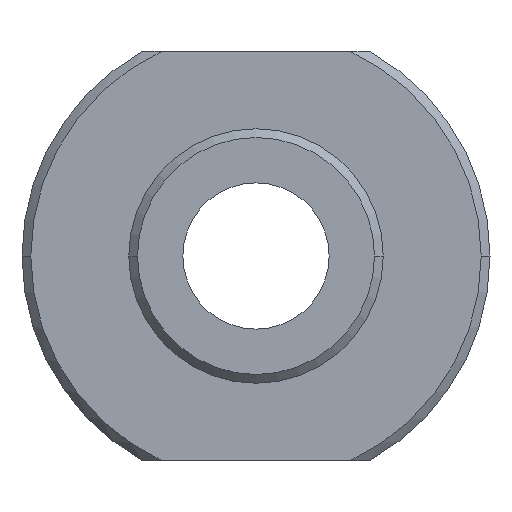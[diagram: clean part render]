
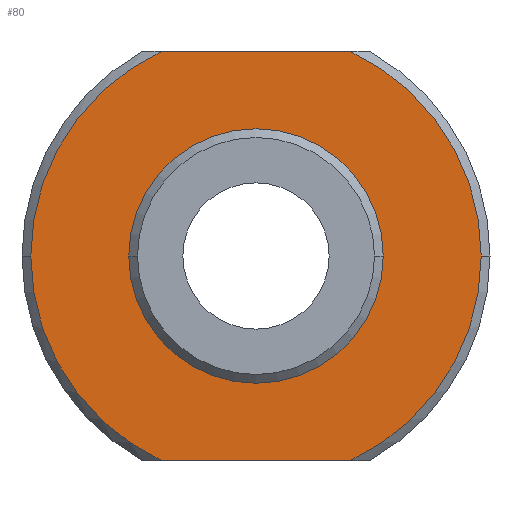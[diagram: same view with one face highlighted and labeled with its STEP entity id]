
A CAD part, front view. The second image highlights one B-rep face of the part: STEP entity #80.
In plain terms, the highlighted planar face has unit normal (0, -1, 0).
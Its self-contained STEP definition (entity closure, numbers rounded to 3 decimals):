
#80=ADVANCED_FACE('',(#167,#168),#169,.F.);
#167=FACE_BOUND('',#262,.T.);
#168=FACE_OUTER_BOUND('',#263,.T.);
#169=PLANE('',#264);
#262=EDGE_LOOP('',(#421,#422));
#263=EDGE_LOOP('',(#423,#424,#425,#426,#427,#428));
#264=AXIS2_PLACEMENT_3D('',#429,#430,#431);
#421=ORIENTED_EDGE('',*,*,#609,.F.);
#422=ORIENTED_EDGE('',*,*,#579,.F.);
#423=ORIENTED_EDGE('',*,*,#610,.T.);
#424=ORIENTED_EDGE('',*,*,#591,.T.);
#425=ORIENTED_EDGE('',*,*,#611,.T.);
#426=ORIENTED_EDGE('',*,*,#603,.T.);
#427=ORIENTED_EDGE('',*,*,#557,.T.);
#428=ORIENTED_EDGE('',*,*,#612,.F.);
#429=CARTESIAN_POINT('',(0.0,0.0,0.0));
#430=DIRECTION('',(-0.0,1.0,0.));
#431=DIRECTION('',(1.0,0.0,0.0));
#557=EDGE_CURVE('',#651,#655,#657,.T.);
#579=EDGE_CURVE('',#692,#694,#695,.T.);
#591=EDGE_CURVE('',#713,#714,#715,.T.);
#603=EDGE_CURVE('',#730,#651,#731,.T.);
#609=EDGE_CURVE('',#694,#692,#738,.T.);
#610=EDGE_CURVE('',#739,#713,#740,.T.);
#611=EDGE_CURVE('',#714,#730,#741,.T.);
#612=EDGE_CURVE('',#739,#655,#742,.T.);
#651=VERTEX_POINT('',#787);
#655=VERTEX_POINT('',#792);
#657=CIRCLE('',#797,7.7);
#692=VERTEX_POINT('',#840);
#694=VERTEX_POINT('',#843);
#695=CIRCLE('',#844,4.35);
#713=VERTEX_POINT('',#869);
#714=VERTEX_POINT('',#870);
#715=CIRCLE('',#871,7.7);
#730=VERTEX_POINT('',#893);
#731=CIRCLE('',#894,7.7);
#738=CIRCLE('',#907,4.35);
#739=VERTEX_POINT('',#908);
#740=CIRCLE('',#909,7.7);
#741=LINE('',#910,#911);
#742=LINE('',#912,#913);
#787=CARTESIAN_POINT('',(-7.7,0.,0.));
#792=CARTESIAN_POINT('',(-3.208,0.,-7.0));
#797=AXIS2_PLACEMENT_3D('',#963,#964,#965);
#840=CARTESIAN_POINT('',(-4.35,0.,0.));
#843=CARTESIAN_POINT('',(4.35,0.0,0.0));
#844=AXIS2_PLACEMENT_3D('',#996,#997,#998);
#869=CARTESIAN_POINT('',(7.7,0.0,0.0));
#870=CARTESIAN_POINT('',(3.208,0.,7.0));
#871=AXIS2_PLACEMENT_3D('',#1012,#1013,#1014);
#893=CARTESIAN_POINT('',(-3.208,0.,7.0));
#894=AXIS2_PLACEMENT_3D('',#1028,#1029,#1030);
#907=AXIS2_PLACEMENT_3D('',#1034,#1035,#1036);
#908=CARTESIAN_POINT('',(3.208,0.,-7.0));
#909=AXIS2_PLACEMENT_3D('',#1037,#1038,#1039);
#910=CARTESIAN_POINT('',(0.0,0.,7.0));
#911=VECTOR('',#1040,1000.0);
#912=CARTESIAN_POINT('',(0.0,0.,-7.0));
#913=VECTOR('',#1041,1000.0);
#963=CARTESIAN_POINT('',(0.0,0.0,0.0));
#964=DIRECTION('',(0.0,-1.0,0.));
#965=DIRECTION('',(1.0,0.0,0.0));
#996=CARTESIAN_POINT('',(0.0,0.0,0.0));
#997=DIRECTION('',(0.0,-1.0,0.));
#998=DIRECTION('',(1.0,0.0,0.0));
#1012=CARTESIAN_POINT('',(0.0,0.0,0.0));
#1013=DIRECTION('',(0.0,-1.0,0.));
#1014=DIRECTION('',(1.0,0.0,0.0));
#1028=CARTESIAN_POINT('',(0.0,0.0,0.0));
#1029=DIRECTION('',(0.0,-1.0,0.));
#1030=DIRECTION('',(1.0,0.0,0.0));
#1034=CARTESIAN_POINT('',(0.0,0.0,0.0));
#1035=DIRECTION('',(0.0,-1.0,0.));
#1036=DIRECTION('',(1.0,0.0,0.0));
#1037=CARTESIAN_POINT('',(0.0,0.0,0.0));
#1038=DIRECTION('',(0.0,-1.0,0.));
#1039=DIRECTION('',(1.0,0.,0.));
#1040=DIRECTION('',(-1.0,0.0,0.0));
#1041=DIRECTION('',(-1.0,0.0,0.0));
